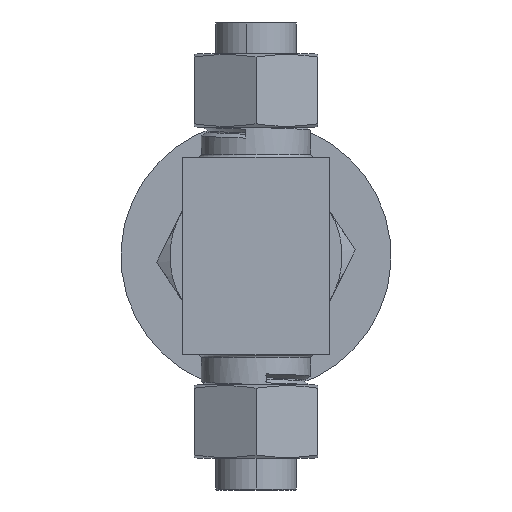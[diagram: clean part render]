
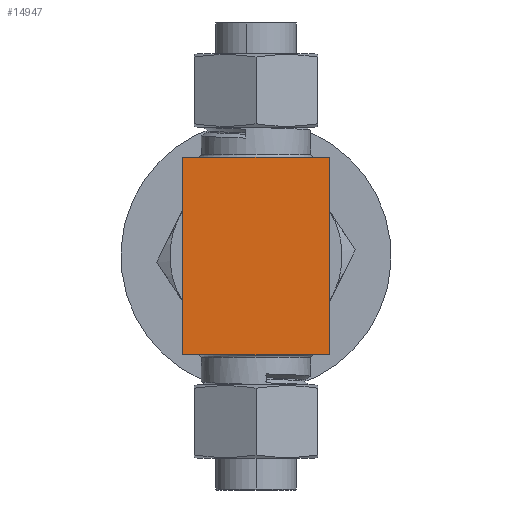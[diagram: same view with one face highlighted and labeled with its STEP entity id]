
A CAD part, front view. The second image highlights one B-rep face of the part: STEP entity #14947.
In plain terms, the highlighted planar face has unit normal (0, -1, 0).
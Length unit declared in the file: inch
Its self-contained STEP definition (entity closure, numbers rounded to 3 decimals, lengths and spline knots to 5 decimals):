
#397 = DIRECTION ( 'NONE',  ( 1., 0., 0. ) ) ;
#786 = DIRECTION ( 'NONE',  ( 0., 0., 1. ) ) ;
#1365 = LINE ( 'NONE', #5124, #9948 ) ;
#1654 = LINE ( 'NONE', #19664, #10787 ) ;
#2228 = AXIS2_PLACEMENT_3D ( 'NONE', #4337, #21451, #11249 ) ;
#4284 = DIRECTION ( 'NONE',  ( 1., 0., 0. ) ) ;
#4337 = CARTESIAN_POINT ( 'NONE',  ( 0.04172, 0.90605, -0.08763 ) ) ;
#5124 = CARTESIAN_POINT ( 'NONE',  ( 0.04172, 0.90605, -0.08763 ) ) ;
#5623 = EDGE_CURVE ( 'Defeatured_0_23+Defeatured_0_29+Defeatured_0_30+Defeatured_0_31', #13570, #19513, #1365, .T. ) ;
#5839 = ORIENTED_EDGE ( 'NONE', *, *, #16424, .T. ) ;
#7151 = EDGE_CURVE ( 'Defeatured_0_29+Defeatured_0_30+Defeatured_0_23+Defeatured_0_24', #13570, #21390, #11264, .T. ) ;
#8043 = CARTESIAN_POINT ( 'NONE',  ( 0.79172, 0.90605, 1.98303 ) ) ;
#8866 = LINE ( 'NONE', #17828, #17414 ) ;
#9513 = CARTESIAN_POINT ( 'NONE',  ( 0.79172, 0.90605, 0.97303 ) ) ;
#9515 = PLANE ( 'NONE',  #2228 ) ;
#9948 = VECTOR ( 'NONE', #11973, 39.37008 ) ;
#10787 = VECTOR ( 'NONE', #4284, 39.37008 ) ;
#11249 = DIRECTION ( 'NONE',  ( -1., 0., 0. ) ) ;
#11264 = LINE ( 'NONE', #12388, #19784 ) ;
#11894 = EDGE_CURVE ( 'Defeatured_0_31+Defeatured_0_29+Defeatured_0_23+Defeatured_0_24', #19513, #12649, #1654, .T. ) ;
#11973 = DIRECTION ( 'NONE',  ( 0., 0., 1. ) ) ;
#12388 = CARTESIAN_POINT ( 'NONE',  ( 0.04172, 0.90605, 0.97303 ) ) ;
#12649 = VERTEX_POINT ( 'NONE', #8043 ) ;
#13570 = VERTEX_POINT ( 'NONE', #21144 ) ;
#14461 = EDGE_LOOP ( 'NONE', ( #18649, #15844, #20953, #5839 ) ) ;
#14947 = ADVANCED_FACE ( 'Defeatured_0_29', ( #18257 ), #9515, .F. ) ;
#15844 = ORIENTED_EDGE ( 'NONE', *, *, #5623, .F. ) ;
#16424 = EDGE_CURVE ( 'Defeatured_0_29+Defeatured_0_24+Defeatured_0_30+Defeatured_0_31', #21390, #12649, #8866, .T. ) ;
#17414 = VECTOR ( 'NONE', #786, 39.37008 ) ;
#17828 = CARTESIAN_POINT ( 'NONE',  ( 0.79172, 0.90605, -0.08763 ) ) ;
#18257 = FACE_OUTER_BOUND ( 'NONE', #14461, .T. ) ;
#18649 = ORIENTED_EDGE ( 'NONE', *, *, #11894, .F. ) ;
#19513 = VERTEX_POINT ( 'NONE', #20704 ) ;
#19664 = CARTESIAN_POINT ( 'NONE',  ( 0.04172, 0.90605, 1.98303 ) ) ;
#19784 = VECTOR ( 'NONE', #397, 39.37008 ) ;
#20704 = CARTESIAN_POINT ( 'NONE',  ( 0.04172, 0.90605, 1.98303 ) ) ;
#20953 = ORIENTED_EDGE ( 'NONE', *, *, #7151, .T. ) ;
#21144 = CARTESIAN_POINT ( 'NONE',  ( 0.04172, 0.90605, 0.97303 ) ) ;
#21390 = VERTEX_POINT ( 'NONE', #9513 ) ;
#21451 = DIRECTION ( 'NONE',  ( 0., 1., 0. ) ) ;
